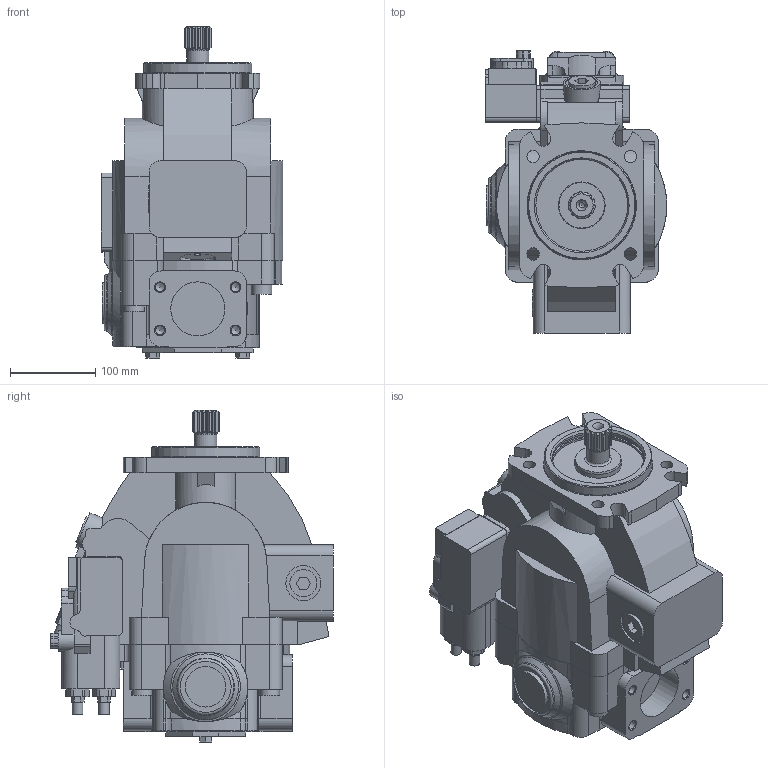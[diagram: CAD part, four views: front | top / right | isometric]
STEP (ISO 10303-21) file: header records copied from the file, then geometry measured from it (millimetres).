
FILE_DESCRIPTION(/* description */ ('STEP AP214'),/* implementation_level */ '2;1');
FILE_NAME(/* name */ 'P2105R00C1C10LA20N00T1A1U',/* time_stamp */ '2025-10-30T10:42:40+01:00',/* author */ ('License CC BY-ND 4.0'),/* organization */ ('CADENAS'),/* preprocessor_version */ 'ST-DEVELOPER v19.3',/* originating_system */ 'PARTsolutions',/* authorisation */ ' ');
FILE_SCHEMA (('AUTOMOTIVE_DESIGN {1 0 10303 214 3 1 1}'));
Length unit declared in the file: millimetre
Products named in the file (7): P2105R00C1C10LA20N00T1A1U; P2P3HF-P2105CLAU; p2shaft105-03; p2comp-P2-075-PA--U; P2PB105-1014P2105RNOT S1A-U; thru-shaftP2145-TU; P2P3105U
Assembly tree (6 placements, depth 2):
  P2105R00C1C10LA20N00T1A1U
    P2P3HF-P2105CLAU
    p2shaft105-03
    p2comp-P2-075-PA--U
    P2PB105-1014P2105RNOT S1A-U
    thru-shaftP2145-TU
    P2P3105U
Bounding box: 213.5 x 332 x 390.45 mm (x, y, z)
Volume: 11191411 mm3; surface area: 636759.9 mm2
Topology: 6 solids, 11 shells, 808 faces, 2076 edges, 1355 vertices
Faces by surface type: plane 407, cylinder 304, cone 87, torus 10
Full cylindrical faces by diameter (mm): 4.197 x2, 4.2 x2, 6.528 x1, 8.5 x10, 9.8 x2, 10 x6, 10.584 x8, 12.5 x2, 14.3 x2, 14.36 x4, 15.6 x1, 16 x1, 17 x4, 18 x4, 21.03 x2, 23.017 x1, 24 x5, 24.69 x2, 24.7 x1, 25 x2, 26.25 x1, 29 x1, 30 x1, 31.1 x1, 31.75 x3, 34.698 x1, 38 x1, 40.007 x1, 40.023 x1, 41 x1
Entity records: 27350 total; most frequent: CARTESIAN_POINT 4588, DIRECTION 4061, ORIENTED_EDGE 3724, EDGE_CURVE 1862, AXIS2_PLACEMENT_3D 1529, VERTEX_POINT 1324, FACE_BOUND 1066, EDGE_LOOP 1043
